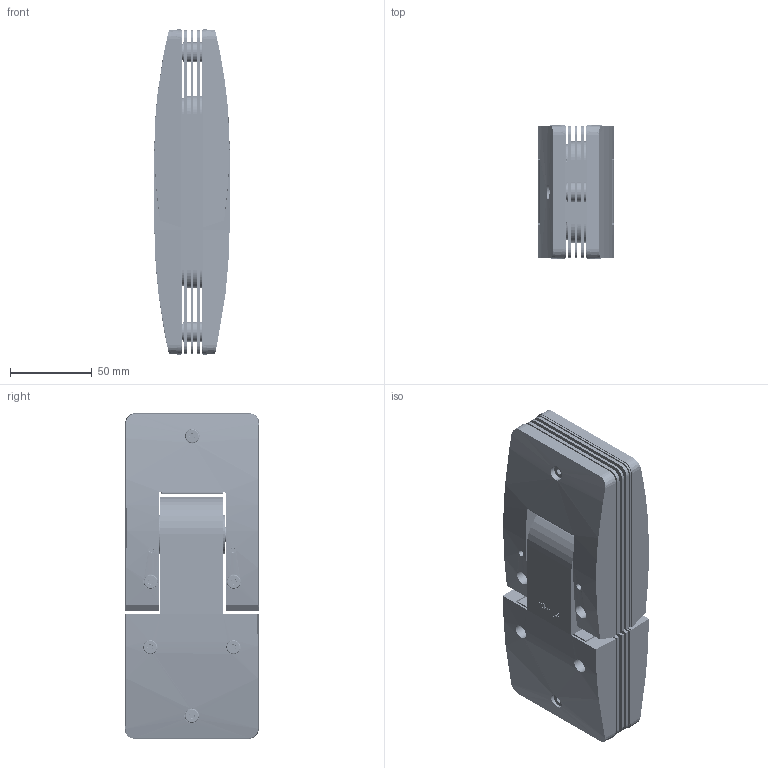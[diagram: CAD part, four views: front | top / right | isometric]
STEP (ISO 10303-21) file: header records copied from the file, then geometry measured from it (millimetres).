
FILE_DESCRIPTION((''),'2;1');
FILE_NAME('H010-00-006_SW0001','2024-11-15T12:51:44',('FKoch'),(''),'CREO PARAMETRIC BY PTC INC, 2022124','CREO PARAMETRIC BY PTC INC, 2022124','');
FILE_SCHEMA(('AUTOMOTIVE_DESIGN { 1 0 10303 214 1 1 1 1 }'));
Products named in the file (1): H010-00-006_SW0001
Bounding box: 46 x 82.25 x 199 mm (x, y, z)
Volume: 456421.5 mm3; surface area: 235180.2 mm2
Topology: 7 solids, 77 shells, 5770 faces, 13950 edges, 8058 vertices
Faces by surface type: plane 1615, cylinder 1579, bspline 1501, extrusion 458, torus 257, cone 219, sphere 141
Entity records: 342829 total; most frequent: CARTESIAN_POINT 138783, ORIENTED_EDGE 27028, DIRECTION 20272, PRESENTATION_STYLE_ASSIGNMENT 19749, STYLED_ITEM 13979, CURVE_STYLE 13972, EDGE_CURVE 13514, VERTEX_POINT 8058
